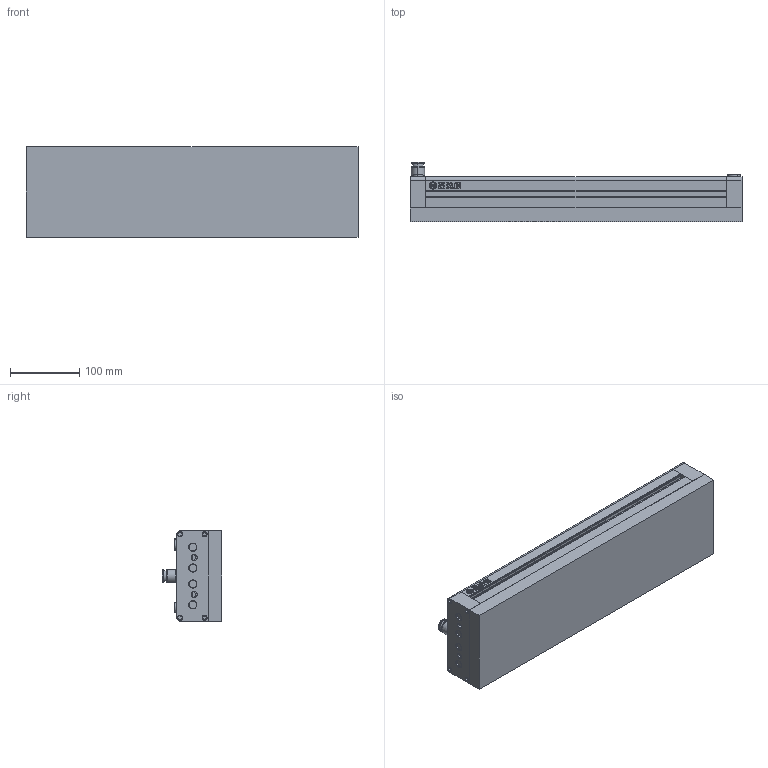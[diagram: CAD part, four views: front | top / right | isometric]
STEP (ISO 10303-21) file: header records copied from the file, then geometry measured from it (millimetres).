
FILE_DESCRIPTION (( 'STEP AP214' ), '1' );
FILE_NAME ('TPX-CV-130x478-3R-20.STEP', '2024-05-21T02:43:27', ( '' ), ( '' ), 'SwSTEP 2.0', 'SolidWorks 2023', '' );
FILE_SCHEMA (( 'AUTOMOTIVE_DESIGN' ));
Length unit declared in the file: millimetre
Products named in the file (2): TPX-CV-130x640-3R-20B; TPX-CV-130x478-3R-20
Assembly tree (1 placements, depth 2):
  TPX-CV-130x478-3R-20
    TPX-CV-130x640-3R-20B
Bounding box: 478 x 86.2 x 130 mm (x, y, z)
Volume: 3834253.4 mm3; surface area: 402059.9 mm2
Topology: 4 solids, 5 shells, 741 faces, 1918 edges, 1276 vertices
Faces by surface type: plane 389, bspline 184, cylinder 160, cone 8
Entity records: 35488 total; most frequent: CARTESIAN_POINT 18207, ORIENTED_EDGE 3836, DIRECTION 2996, EDGE_CURVE 1918, VERTEX_POINT 1276, VECTOR 1218, LINE 1218, AXIS2_PLACEMENT_3D 889
